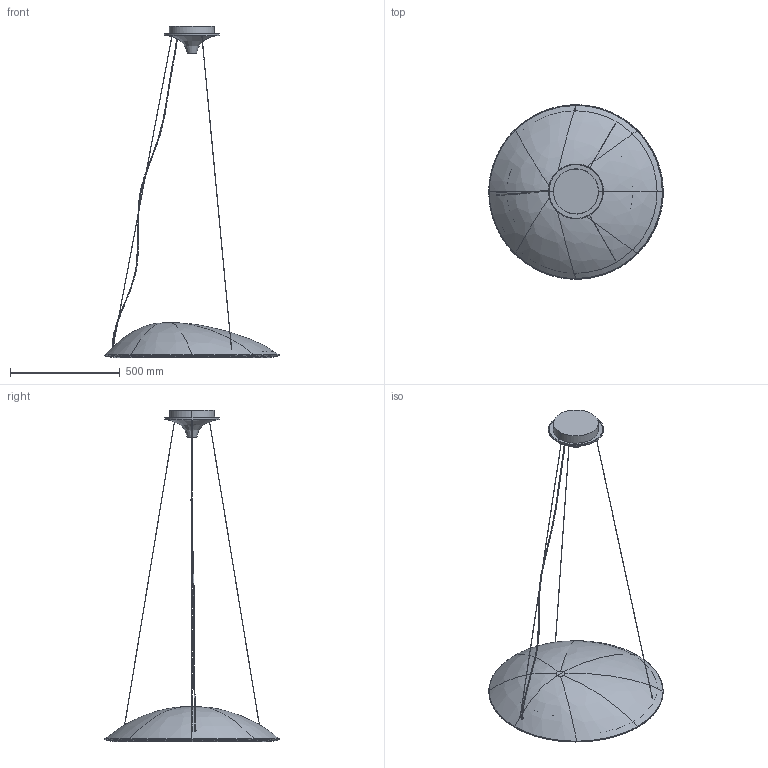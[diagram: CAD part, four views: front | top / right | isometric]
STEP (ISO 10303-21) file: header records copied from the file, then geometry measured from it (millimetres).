
FILE_DESCRIPTION(/* description */ (''),/* implementation_level */ '2;1');
FILE_NAME(/* name */ 'SILHOUETTE_Sospensione_Mercedes_Jellyfish incorporato',/* time_stamp */ '2016-02-11T14:50:46+01:00',/* author */ (''),/* organization */ (''),/* preprocessor_version */ 'ST-DEVELOPER v10',/* originating_system */ '',/* authorisation */ '');
FILE_SCHEMA (('CONFIG_CONTROL_DESIGN'));
Length unit declared in the file: millimetre
Products named in the file (1): 1
Bounding box: 795.1 x 795.02 x 1510.12 mm (x, y, z)
Volume: 2888011.9 mm3; surface area: 2002406.1 mm2
Topology: 9 solids, 10 shells, 712 faces, 1708 edges, 921 vertices
Faces by surface type: bspline 615, plane 97
Entity records: 27703 total; most frequent: CARTESIAN_POINT 18708, ORIENTED_EDGE 3207, EDGE_CURVE 1610, VERTEX_POINT 920, EDGE_LOOP 722, ADVANCED_FACE 711, FACE_OUTER_BOUND 711, B_SPLINE_CURVE_WITH_KNOTS 681
